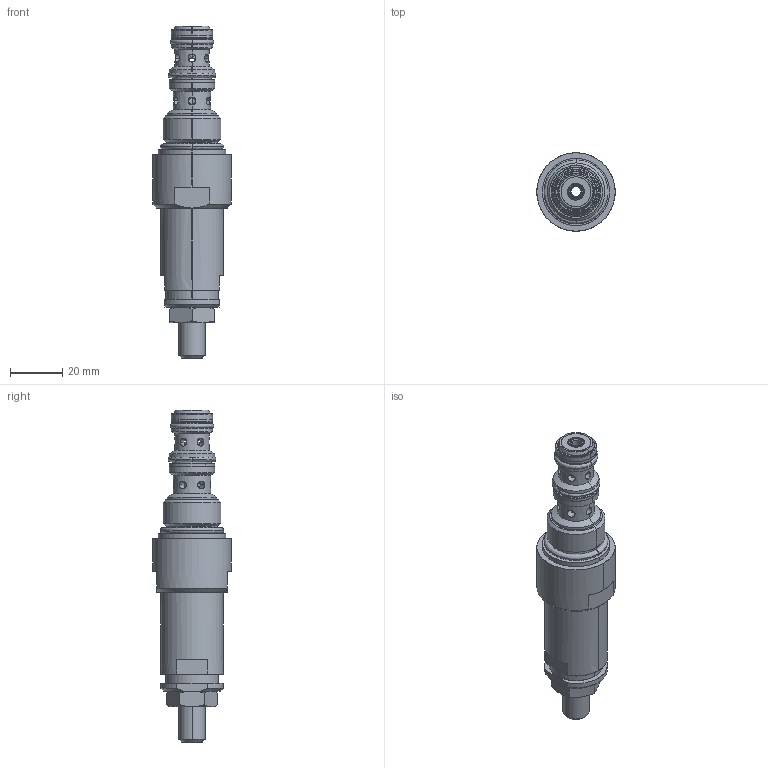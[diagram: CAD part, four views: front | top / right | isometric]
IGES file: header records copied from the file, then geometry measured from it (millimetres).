
Start section: SolidWorks IGES file using analytic representation for surfaces
Global section: file name: CVR06C1001.igs; native system: SolidWorks 2014; preprocessor: SolidWorks 2014; author: serviziopdm; date: 161214.152201; units: millimetre
Bounding box: 30 x 30 x 127.1 mm (x, y, z)
Surface area: 13520.3 mm2 (no closed solid volume)
Topology: 0 solids, 0 shells, 181 faces, 3239 edges, 3239 vertices
Faces by surface type: revolution 115, bspline 66
